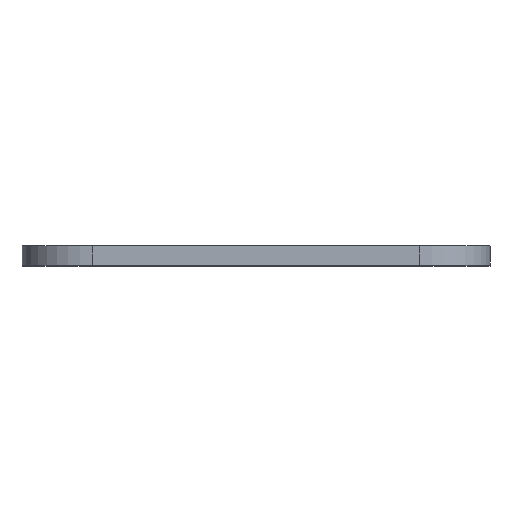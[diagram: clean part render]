
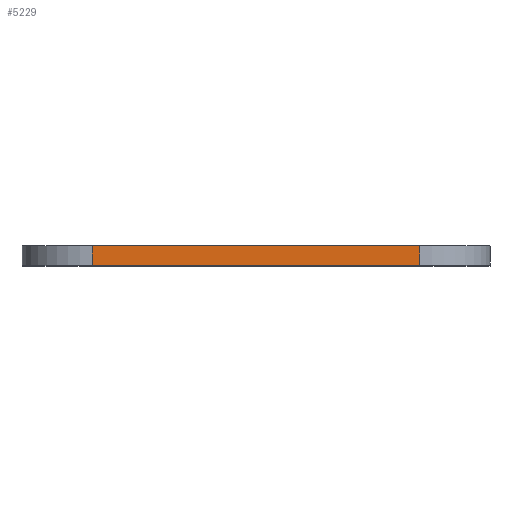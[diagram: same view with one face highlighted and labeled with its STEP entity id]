
A CAD part, top view. The second image highlights one B-rep face of the part: STEP entity #5229.
In plain terms, the highlighted planar face has unit normal (0, 0, 1).
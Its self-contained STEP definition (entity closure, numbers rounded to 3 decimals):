
#151 = DIRECTION ( 'NONE',  ( 1., 0., 0. ) ) ;
#177 = CARTESIAN_POINT ( 'NONE',  ( 33.5, 89.5, -375.6 ) ) ;
#419 = DIRECTION ( 'NONE',  ( 0., 0., -1. ) ) ;
#757 = CARTESIAN_POINT ( 'NONE',  ( 33.5, 89.5, -375.6 ) ) ;
#1064 = VERTEX_POINT ( 'NONE', #177 ) ;
#1166 = LINE ( 'NONE', #4287, #3306 ) ;
#1498 = CARTESIAN_POINT ( 'NONE',  ( -33.5, 89.5, -375.6 ) ) ;
#1578 = EDGE_CURVE ( 'NONE', #8792, #8123, #8994, .T. ) ;
#1711 = VECTOR ( 'NONE', #1718, 1000. ) ;
#1718 = DIRECTION ( 'NONE',  ( -1., 0., 0. ) ) ;
#1909 = ORIENTED_EDGE ( 'NONE', *, *, #9280, .F. ) ;
#2510 = CARTESIAN_POINT ( 'NONE',  ( 33.5, 89.5, -375.6 ) ) ;
#2605 = PLANE ( 'NONE',  #2736 ) ;
#2736 = AXIS2_PLACEMENT_3D ( 'NONE', #2510, #419, #5451 ) ;
#3306 = VECTOR ( 'NONE', #3496, 1000. ) ;
#3344 = VERTEX_POINT ( 'NONE', #4040 ) ;
#3496 = DIRECTION ( 'NONE',  ( 0., -1., 0. ) ) ;
#3529 = VECTOR ( 'NONE', #151, 1000. ) ;
#3562 = EDGE_CURVE ( 'NONE', #3344, #8792, #4762, .T. ) ;
#4040 = CARTESIAN_POINT ( 'NONE',  ( 33.5, 85.5, -375.6 ) ) ;
#4287 = CARTESIAN_POINT ( 'NONE',  ( 33.5, 89.5, -375.6 ) ) ;
#4374 = ORIENTED_EDGE ( 'NONE', *, *, #3562, .F. ) ;
#4762 = LINE ( 'NONE', #5389, #1711 ) ;
#5229 = ADVANCED_FACE ( 'NONE', ( #8600 ), #2605, .F. ) ;
#5389 = CARTESIAN_POINT ( 'NONE',  ( -128., 85.5, -375.6 ) ) ;
#5417 = ORIENTED_EDGE ( 'NONE', *, *, #9164, .F. ) ;
#5451 = DIRECTION ( 'NONE',  ( -1., 0., 0. ) ) ;
#5489 = EDGE_LOOP ( 'NONE', ( #4374, #5417, #1909, #6807 ) ) ;
#6142 = CARTESIAN_POINT ( 'NONE',  ( -33.5, 85.5, -375.6 ) ) ;
#6372 = VECTOR ( 'NONE', #6557, 1000. ) ;
#6557 = DIRECTION ( 'NONE',  ( 0., 1., 0. ) ) ;
#6807 = ORIENTED_EDGE ( 'NONE', *, *, #1578, .F. ) ;
#7905 = CARTESIAN_POINT ( 'NONE',  ( -33.5, 89.5, -375.6 ) ) ;
#8082 = LINE ( 'NONE', #757, #3529 ) ;
#8123 = VERTEX_POINT ( 'NONE', #7905 ) ;
#8600 = FACE_OUTER_BOUND ( 'NONE', #5489, .T. ) ;
#8792 = VERTEX_POINT ( 'NONE', #6142 ) ;
#8994 = LINE ( 'NONE', #1498, #6372 ) ;
#9164 = EDGE_CURVE ( 'NONE', #1064, #3344, #1166, .T. ) ;
#9280 = EDGE_CURVE ( 'NONE', #8123, #1064, #8082, .T. ) ;
